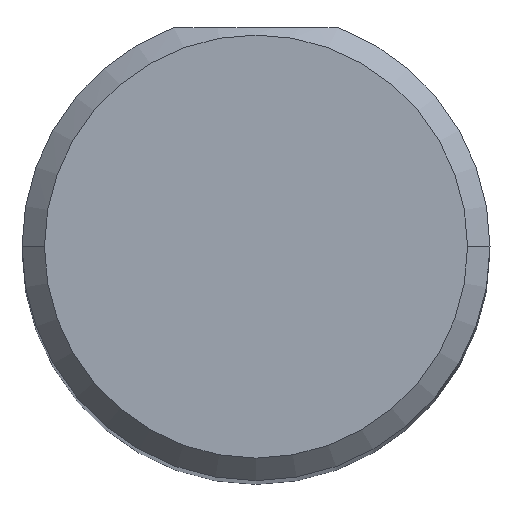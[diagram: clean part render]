
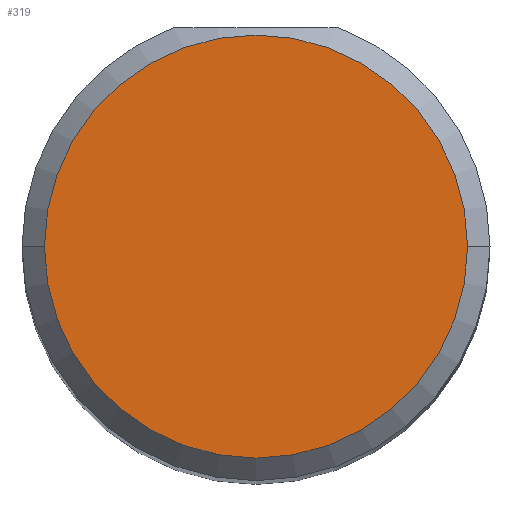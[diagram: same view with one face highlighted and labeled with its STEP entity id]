
A CAD part, top view. The second image highlights one B-rep face of the part: STEP entity #319.
In plain terms, the highlighted planar face has unit normal (0, 0, 1).
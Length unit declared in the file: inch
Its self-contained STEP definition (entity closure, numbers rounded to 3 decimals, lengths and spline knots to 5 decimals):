
#47 = CARTESIAN_POINT ( 'NONE',  ( 0., 0., 2.5 ) ) ;
#64 = CARTESIAN_POINT ( 'NONE',  ( -0.14125, 0., 2.5 ) ) ;
#113 = ORIENTED_EDGE ( 'NONE', *, *, #907, .T. ) ;
#230 = AXIS2_PLACEMENT_3D ( 'NONE', #1031, #1152, #356 ) ;
#319 = ADVANCED_FACE ( 'NONE', ( #1242 ), #454, .T. ) ;
#356 = DIRECTION ( 'NONE',  ( 1., 0., 0. ) ) ;
#454 = PLANE ( 'NONE',  #230 ) ;
#479 = DIRECTION ( 'NONE',  ( 0., 0., 1. ) ) ;
#561 = EDGE_LOOP ( 'NONE', ( #953, #113 ) ) ;
#581 = CIRCLE ( 'NONE', #748, 0.14125 ) ;
#669 = VERTEX_POINT ( 'NONE', #1053 ) ;
#748 = AXIS2_PLACEMENT_3D ( 'NONE', #821, #479, #954 ) ;
#792 = CIRCLE ( 'NONE', #1030, 0.14125 ) ;
#821 = CARTESIAN_POINT ( 'NONE',  ( 0., 0., 2.5 ) ) ;
#907 = EDGE_CURVE ( 'NONE', #669, #1282, #792, .T. ) ;
#953 = ORIENTED_EDGE ( 'NONE', *, *, #1129, .T. ) ;
#954 = DIRECTION ( 'NONE',  ( 1., 0., 0. ) ) ;
#1030 = AXIS2_PLACEMENT_3D ( 'NONE', #47, #1169, #1414 ) ;
#1031 = CARTESIAN_POINT ( 'NONE',  ( 0., 0., 2.5 ) ) ;
#1053 = CARTESIAN_POINT ( 'NONE',  ( 0.14125, 0., 2.5 ) ) ;
#1129 = EDGE_CURVE ( 'NONE', #1282, #669, #581, .T. ) ;
#1152 = DIRECTION ( 'NONE',  ( 0., 0., 1. ) ) ;
#1169 = DIRECTION ( 'NONE',  ( 0., 0., 1. ) ) ;
#1242 = FACE_OUTER_BOUND ( 'NONE', #561, .T. ) ;
#1282 = VERTEX_POINT ( 'NONE', #64 ) ;
#1414 = DIRECTION ( 'NONE',  ( 1., 0., 0. ) ) ;
